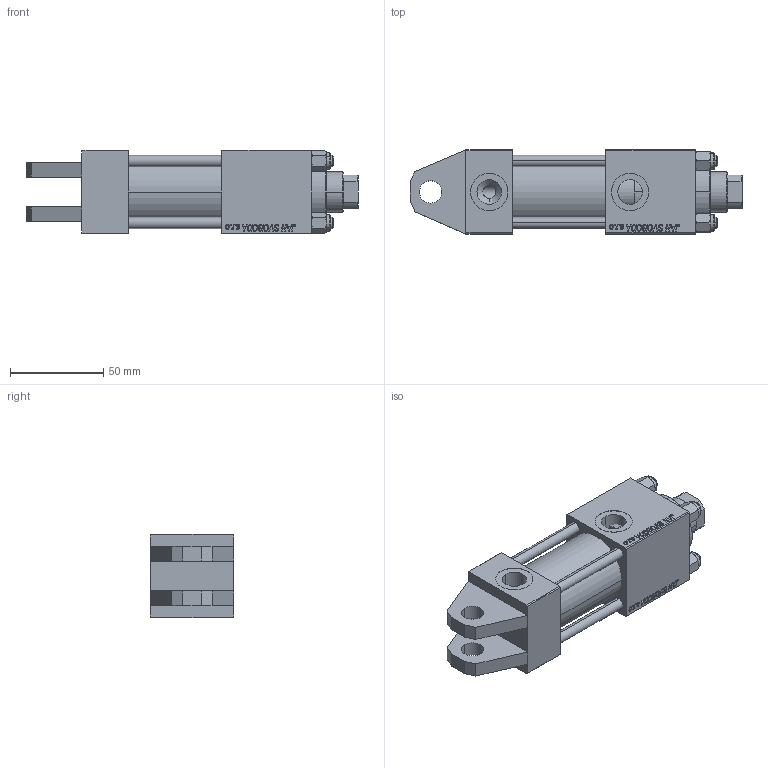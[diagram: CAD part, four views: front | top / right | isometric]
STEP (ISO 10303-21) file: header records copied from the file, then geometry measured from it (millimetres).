
FILE_DESCRIPTION (( 'STEP AP203' ), '1' );
FILE_NAME ('bdf0.STEP', '2022-04-14T08:45:03', ( '' ), ( '' ), 'SwSTEP 2.0', 'SolidWorks 2019', '' );
FILE_SCHEMA (( 'CONFIG_CONTROL_DESIGN' ));
Length unit declared in the file: millimetre
Products named in the file (6): V215CR_TYCINKA_H 89491538538ccca1a763f9754722643e; V215CR_H_Body 89491538538ccca1a763f9754722643e; V215CR_VCP_H 89491538538ccca1a763f9754722643e; bdf0; NUT_M5_H 89491538538ccca1a763f9754722643e; V215_VC_A 89491538538ccca1a763f9754722643e
Assembly tree (11 placements, depth 2):
  bdf0
    V215CR_H_Body 89491538538ccca1a763f9754722643e
    V215CR_VCP_H 89491538538ccca1a763f9754722643e
    V215CR_TYCINKA_H 89491538538ccca1a763f9754722643e  x4
    NUT_M5_H 89491538538ccca1a763f9754722643e  x4
    V215_VC_A 89491538538ccca1a763f9754722643e
Bounding box: 178 x 45 x 45 mm (x, y, z)
Volume: 225074.2 mm3; surface area: 78504.3 mm2
Topology: 11 solids, 11 shells, 1136 faces, 2860 edges, 1851 vertices
Faces by surface type: plane 517, bspline 392, cone 132, cylinder 87, torus 8
Entity records: 49928 total; most frequent: CARTESIAN_POINT 27050, ORIENTED_EDGE 5204, DIRECTION 3250, EDGE_CURVE 2602, VERTEX_POINT 1707, VECTOR 1580, LINE 1580, EDGE_LOOP 1141
